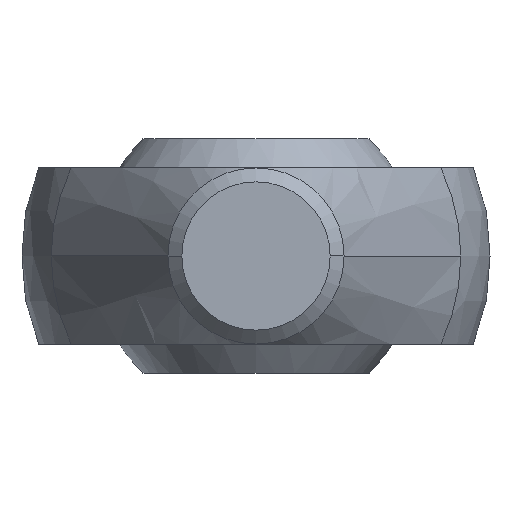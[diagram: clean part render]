
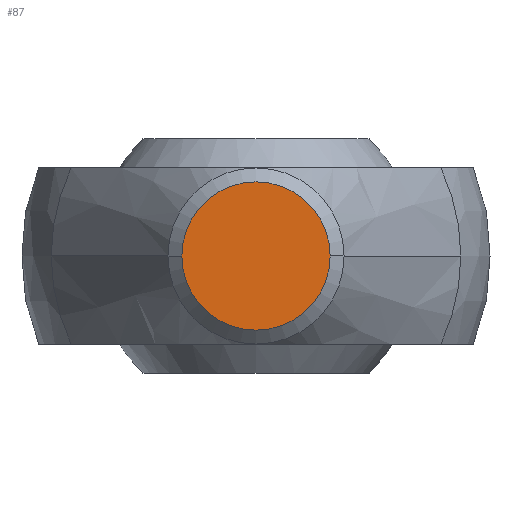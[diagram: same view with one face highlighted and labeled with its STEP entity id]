
A CAD part, front view. The second image highlights one B-rep face of the part: STEP entity #87.
In plain terms, the highlighted planar face has unit normal (0, -1, 0).
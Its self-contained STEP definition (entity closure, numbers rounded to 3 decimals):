
#87=ADVANCED_FACE('',(#186),#187,.T.);
#186=FACE_OUTER_BOUND('',#300,.T.);
#187=PLANE('',#301);
#300=EDGE_LOOP('',(#476,#477));
#301=AXIS2_PLACEMENT_3D('',#478,#479,#480);
#476=ORIENTED_EDGE('',*,*,#633,.F.);
#477=ORIENTED_EDGE('',*,*,#670,.F.);
#478=CARTESIAN_POINT('',(-2.526,-54.0,0.0));
#479=DIRECTION('',(0.,-1.0,0.0));
#480=DIRECTION('',(1.0,0.,0.0));
#633=EDGE_CURVE('',#741,#743,#744,.T.);
#670=EDGE_CURVE('',#743,#741,#794,.T.);
#741=VERTEX_POINT('',#895);
#743=VERTEX_POINT('',#898);
#744=CIRCLE('',#899,5.053);
#794=CIRCLE('',#998,5.053);
#895=CARTESIAN_POINT('',(-5.053,-54.0,0.0));
#898=CARTESIAN_POINT('',(5.053,-54.0,0.));
#899=AXIS2_PLACEMENT_3D('',#1105,#1106,#1107);
#998=AXIS2_PLACEMENT_3D('',#1161,#1162,#1163);
#1105=CARTESIAN_POINT('',(0.0,-54.0,0.0));
#1106=DIRECTION('',(0.,1.0,0.0));
#1107=DIRECTION('',(-1.0,0.,0.0));
#1161=CARTESIAN_POINT('',(0.0,-54.0,0.0));
#1162=DIRECTION('',(0.,1.0,0.0));
#1163=DIRECTION('',(-1.0,0.,0.0));
